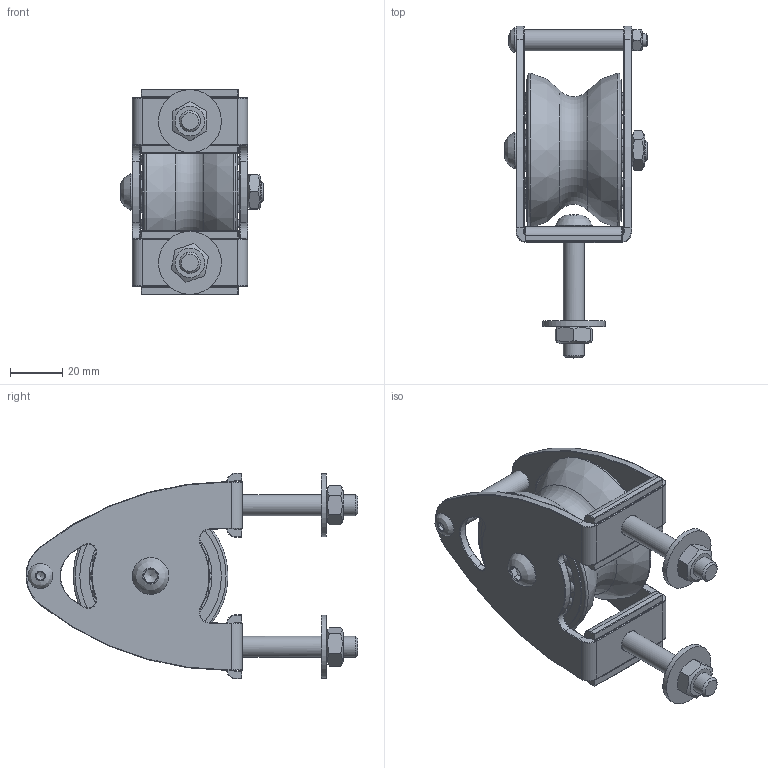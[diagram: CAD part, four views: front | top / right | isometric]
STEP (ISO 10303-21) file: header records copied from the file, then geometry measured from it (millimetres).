
FILE_DESCRIPTION(/* description */ (''),/* implementation_level */ '2;1');
FILE_NAME(/* name */ '818.060 .stp',/* time_stamp */ '2021-02-17T11:33:27+01:00',/* author */ ('lucade'),/* organization */ (''),/* preprocessor_version */ 'ST-DEVELOPER v18.1',/* originating_system */ 'Autodesk Inventor 2021',/* authorisation */ '');
FILE_SCHEMA (('AUTOMOTIVE_DESIGN { 1 0 10303 214 3 1 1 }'));
Length unit declared in the file: millimetre
Products named in the file (1): 19060702
Bounding box: 54.4 x 126.49 x 78.5 mm (x, y, z)
Volume: 118823 mm3; surface area: 41199.3 mm2
Topology: 1 solids, 1 shells, 439 faces, 977 edges, 604 vertices
Faces by surface type: cylinder 129, torus 117, plane 102, sphere 60, cone 25, bspline 6
Full cylindrical faces by diameter (mm): 5 x1, 8 x6, 8.2 x2, 8.4 x2, 9 x2, 14.9 x2, 24 x2, 54 x2
Entity records: 12483 total; most frequent: CARTESIAN_POINT 2581, DIRECTION 2280, ORIENTED_EDGE 1946, AXIS2_PLACEMENT_3D 1001, EDGE_CURVE 973, VERTEX_POINT 604, CIRCLE 567, EDGE_LOOP 517
